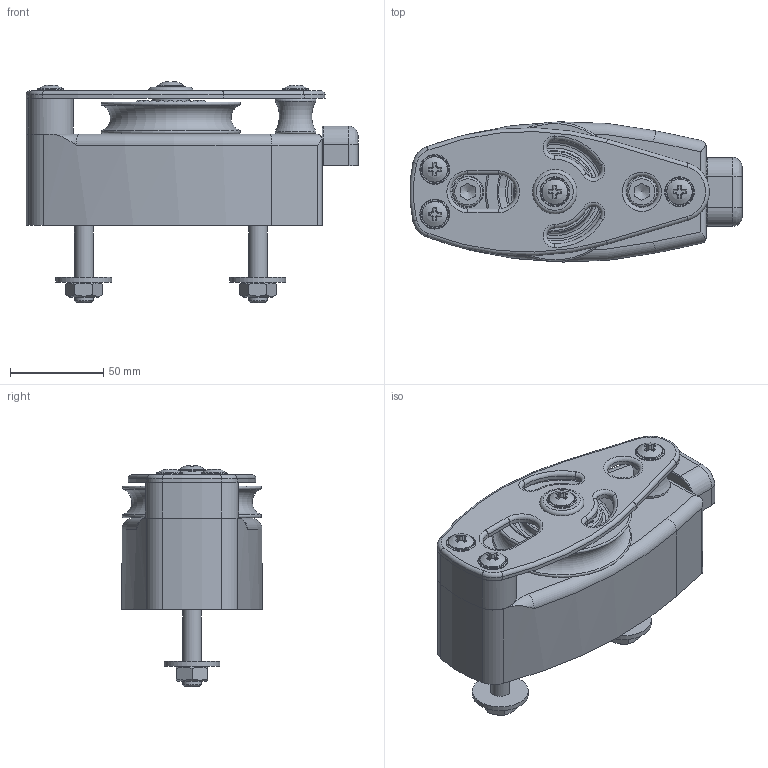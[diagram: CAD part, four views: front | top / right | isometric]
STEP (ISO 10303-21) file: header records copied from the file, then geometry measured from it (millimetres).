
FILE_DESCRIPTION(/* description */ (''),/* implementation_level */ '2;1');
FILE_NAME(/* name */ '691.561.stp',/* time_stamp */ '2017-02-08T14:48:29+01:00',/* author */ ('gianni'),/* organization */ (''),/* preprocessor_version */ 'ST-DEVELOPER v16.5',/* originating_system */ 'Autodesk Inventor 2017',/* authorisation */ '');
FILE_SCHEMA (('AUTOMOTIVE_DESIGN { 1 0 10303 214 3 1 1 }'));
Length unit declared in the file: millimetre
Products named in the file (1): 17020735
Bounding box: 178.34 x 75.28 x 118.85 mm (x, y, z)
Volume: 437697.8 mm3; surface area: 94724.1 mm2
Topology: 1 solids, 1 shells, 333 faces, 732 edges, 478 vertices
Faces by surface type: plane 132, cylinder 74, sphere 49, torus 44, cone 32, bspline 2
Full cylindrical faces by diameter (mm): 10 x4, 10.5 x2, 14 x4, 15.7 x4, 16 x6, 17 x3, 20 x2, 30 x2
Entity records: 8992 total; most frequent: CARTESIAN_POINT 1742, DIRECTION 1606, ORIENTED_EDGE 1304, AXIS2_PLACEMENT_3D 681, EDGE_CURVE 652, EDGE_LOOP 491, VERTEX_POINT 467, CIRCLE 344
